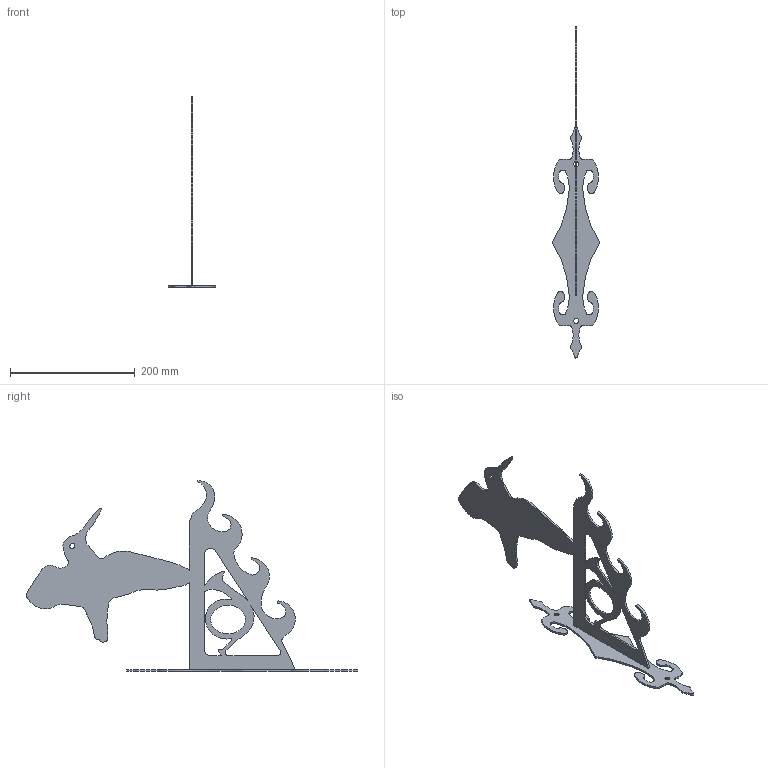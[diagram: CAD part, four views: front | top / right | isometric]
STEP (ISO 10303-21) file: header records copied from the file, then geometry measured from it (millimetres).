
FILE_DESCRIPTION(/* description */ (''),/* implementation_level */ '2;1');
FILE_NAME(/* name */ 'Game hook.stp',/* time_stamp */ '2020-09-02T05:42:28+02:00',/* author */ ('Mikes'),/* organization */ (''),/* preprocessor_version */ 'ST-DEVELOPER v18.1',/* originating_system */ 'Autodesk Inventor 2021',/* authorisation */ '');
FILE_SCHEMA (('AUTOMOTIVE_DESIGN { 1 0 10303 214 3 1 1 }'));
Length unit declared in the file: millimetre
Products named in the file (3): Game hook; Part2; Part1
Assembly tree (2 placements, depth 2):
  Game hook
    Part2
    Part1
Bounding box: 75.36 x 532.05 x 306.13 mm (x, y, z)
Volume: 160814.5 mm3; surface area: 120429.1 mm2
Topology: 2 solids, 2 shells, 186 faces, 548 edges, 366 vertices
Faces by surface type: cylinder 135, plane 43, bspline 8
Full cylindrical faces by diameter (mm): 8 x2
Entity records: 6582 total; most frequent: CARTESIAN_POINT 1209, DIRECTION 1202, ORIENTED_EDGE 1096, EDGE_CURVE 548, AXIS2_PLACEMENT_3D 471, VERTEX_POINT 366, CIRCLE 270, LINE 260
